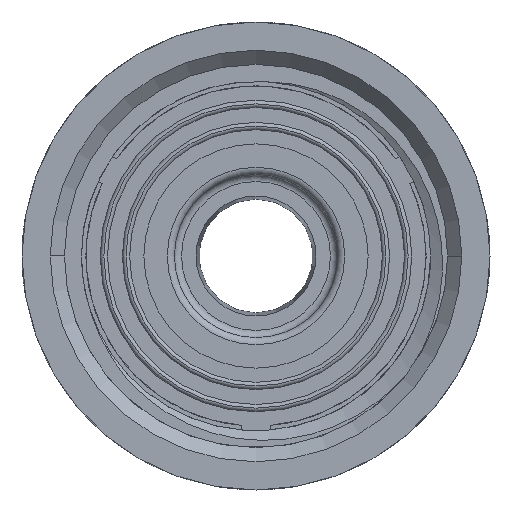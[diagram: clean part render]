
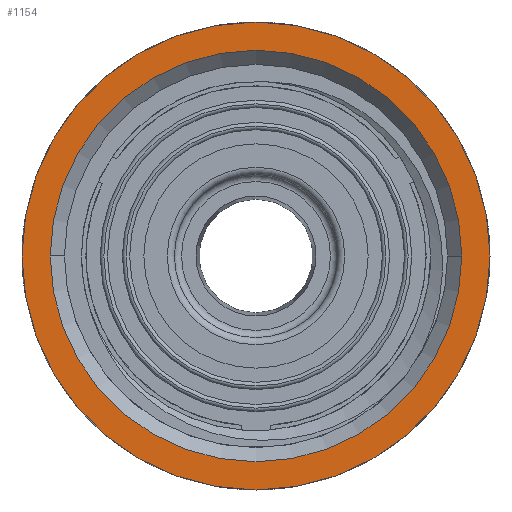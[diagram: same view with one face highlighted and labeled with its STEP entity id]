
A CAD part, front view. The second image highlights one B-rep face of the part: STEP entity #1154.
In plain terms, the highlighted planar face has unit normal (0, -1, 0).
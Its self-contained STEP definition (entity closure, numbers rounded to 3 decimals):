
#610=PLANE('',#4654);
#701=FACE_BOUND('',#1590,.T.);
#702=FACE_BOUND('',#1591,.T.);
#1154=ADVANCED_FACE('',(#701,#702),#610,.F.);
#1590=EDGE_LOOP('',(#2481,#2482));
#1591=EDGE_LOOP('',(#2483,#2484));
#2481=ORIENTED_EDGE('',*,*,#3868,.T.);
#2482=ORIENTED_EDGE('',*,*,#3980,.T.);
#2483=ORIENTED_EDGE('',*,*,#3981,.F.);
#2484=ORIENTED_EDGE('',*,*,#3884,.F.);
#3475=VERTEX_POINT('',#5936);
#3476=VERTEX_POINT('',#5938);
#3489=VERTEX_POINT('',#5985);
#3490=VERTEX_POINT('',#5987);
#3868=EDGE_CURVE('',#3476,#3475,#4440,.T.);
#3884=EDGE_CURVE('',#3489,#3490,#4449,.T.);
#3980=EDGE_CURVE('',#3475,#3476,#4479,.T.);
#3981=EDGE_CURVE('',#3490,#3489,#4480,.T.);
#4440=CIRCLE('',#4594,14.509);
#4449=CIRCLE('',#4607,16.5);
#4479=CIRCLE('',#4652,14.509);
#4480=CIRCLE('',#4653,16.5);
#4594=AXIS2_PLACEMENT_3D('',#5937,#4959,#4960);
#4607=AXIS2_PLACEMENT_3D('',#5986,#4991,#4992);
#4652=AXIS2_PLACEMENT_3D('',#7814,#5118,#5119);
#4653=AXIS2_PLACEMENT_3D('',#7815,#5120,#5121);
#4654=AXIS2_PLACEMENT_3D('',#7816,#5122,#5123);
#4959=DIRECTION('',(0.,1.,0.));
#4960=DIRECTION('',(-1.,0.,0.));
#4991=DIRECTION('',(0.,1.,0.));
#4992=DIRECTION('',(-1.,0.,0.));
#5118=DIRECTION('',(0.,1.,0.));
#5119=DIRECTION('',(-1.,0.,0.));
#5120=DIRECTION('',(0.,1.,0.));
#5121=DIRECTION('',(-1.,0.,0.));
#5122=DIRECTION('',(0.,1.,0.));
#5123=DIRECTION('',(1.,0.,0.));
#5936=CARTESIAN_POINT('',(-2220.519,2369.465,0.));
#5937=CARTESIAN_POINT('',(-2206.01,2369.465,0.));
#5938=CARTESIAN_POINT('',(-2191.502,2369.465,0.));
#5985=CARTESIAN_POINT('',(-2222.51,2369.465,0.));
#5986=CARTESIAN_POINT('',(-2206.01,2369.465,0.));
#5987=CARTESIAN_POINT('',(-2189.51,2369.465,0.));
#7814=CARTESIAN_POINT('',(-2206.01,2369.465,0.));
#7815=CARTESIAN_POINT('',(-2206.01,2369.465,0.));
#7816=CARTESIAN_POINT('',(-2206.01,2369.465,0.));
